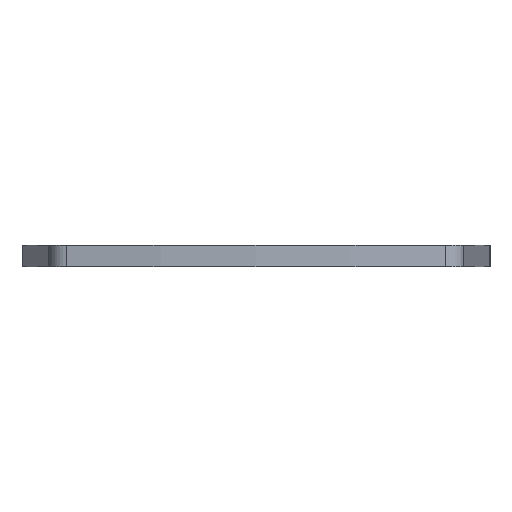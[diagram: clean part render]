
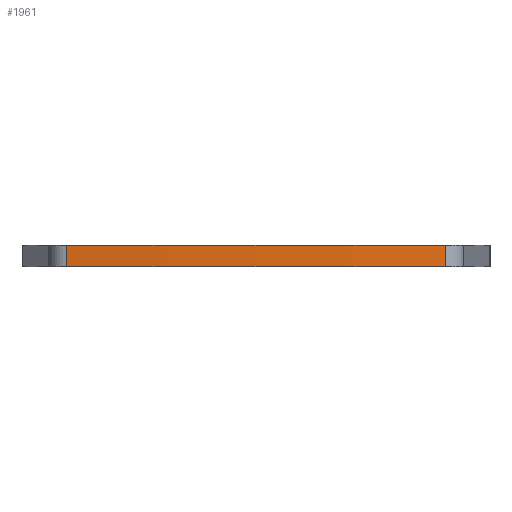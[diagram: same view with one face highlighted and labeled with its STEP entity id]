
A CAD part, front view. The second image highlights one B-rep face of the part: STEP entity #1961.
In plain terms, the highlighted cylindrical face has radius 381 mm (diameter 762 mm), a partial arc.
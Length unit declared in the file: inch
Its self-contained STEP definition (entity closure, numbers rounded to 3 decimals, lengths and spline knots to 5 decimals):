
#16 = VERTEX_POINT ( 'NONE', #6264 ) ;
#81 = VECTOR ( 'NONE', #6696, 39.37008 ) ;
#192 = ORIENTED_EDGE ( 'NONE', *, *, #6988, .F. ) ;
#264 = CARTESIAN_POINT ( 'NONE',  ( 4.66308, 0.16595, 0.25 ) ) ;
#430 = LINE ( 'NONE', #6164, #81 ) ;
#825 = EDGE_CURVE ( 'NONE', #7185, #16, #430, .T. ) ;
#969 = VECTOR ( 'NONE', #2751, 39.37008 ) ;
#1204 = EDGE_CURVE ( 'NONE', #6508, #16, #3894, .T. ) ;
#1285 = CIRCLE ( 'NONE', #3372, 15. ) ;
#1389 = LINE ( 'NONE', #3847, #969 ) ;
#1563 = DIRECTION ( 'NONE',  ( -1., 0., 0. ) ) ;
#1575 = ORIENTED_EDGE ( 'NONE', *, *, #1204, .T. ) ;
#1961 = ADVANCED_FACE ( 'NONE', ( #2875 ), #2790, .T. ) ;
#2672 = ORIENTED_EDGE ( 'NONE', *, *, #825, .F. ) ;
#2751 = DIRECTION ( 'NONE',  ( 0., 0., -1. ) ) ;
#2790 = CYLINDRICAL_SURFACE ( 'NONE', #5751, 15. ) ;
#2875 = FACE_OUTER_BOUND ( 'NONE', #5311, .T. ) ;
#3372 = AXIS2_PLACEMENT_3D ( 'NONE', #6784, #4214, #3842 ) ;
#3621 = AXIS2_PLACEMENT_3D ( 'NONE', #4708, #7234, #7888 ) ;
#3842 = DIRECTION ( 'NONE',  ( 1., 0., 0. ) ) ;
#3847 = CARTESIAN_POINT ( 'NONE',  ( 0.21292, 0.16595, 0.25 ) ) ;
#3894 = CIRCLE ( 'NONE', #3621, 15. ) ;
#4132 = CARTESIAN_POINT ( 'NONE',  ( 2.438, 15., 0.25 ) ) ;
#4214 = DIRECTION ( 'NONE',  ( 0., 0., 1. ) ) ;
#4361 = EDGE_CURVE ( 'NONE', #4772, #6508, #1389, .T. ) ;
#4708 = CARTESIAN_POINT ( 'NONE',  ( 2.438, 15., 0. ) ) ;
#4772 = VERTEX_POINT ( 'NONE', #5816 ) ;
#5311 = EDGE_LOOP ( 'NONE', ( #1575, #2672, #192, #7480 ) ) ;
#5751 = AXIS2_PLACEMENT_3D ( 'NONE', #4132, #6037, #1563 ) ;
#5816 = CARTESIAN_POINT ( 'NONE',  ( 0.21292, 0.16595, 0.25 ) ) ;
#6012 = CARTESIAN_POINT ( 'NONE',  ( 0.21292, 0.16595, 0. ) ) ;
#6037 = DIRECTION ( 'NONE',  ( 0., 0., -1. ) ) ;
#6164 = CARTESIAN_POINT ( 'NONE',  ( 4.66308, 0.16595, 0.25 ) ) ;
#6264 = CARTESIAN_POINT ( 'NONE',  ( 4.66308, 0.16595, 0. ) ) ;
#6508 = VERTEX_POINT ( 'NONE', #6012 ) ;
#6696 = DIRECTION ( 'NONE',  ( 0., 0., -1. ) ) ;
#6784 = CARTESIAN_POINT ( 'NONE',  ( 2.438, 15., 0.25 ) ) ;
#6988 = EDGE_CURVE ( 'NONE', #4772, #7185, #1285, .T. ) ;
#7185 = VERTEX_POINT ( 'NONE', #264 ) ;
#7234 = DIRECTION ( 'NONE',  ( 0., 0., 1. ) ) ;
#7480 = ORIENTED_EDGE ( 'NONE', *, *, #4361, .T. ) ;
#7888 = DIRECTION ( 'NONE',  ( 1., 0., 0. ) ) ;
